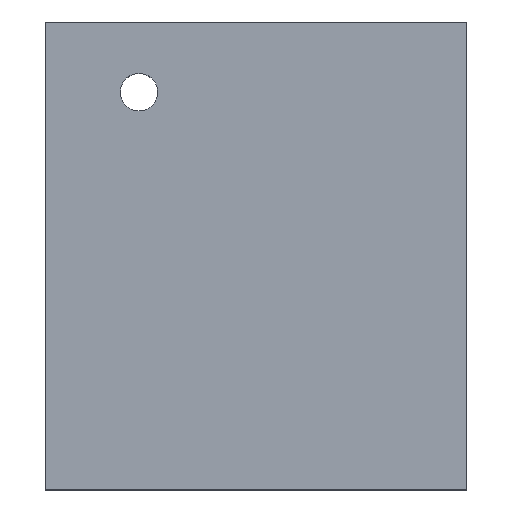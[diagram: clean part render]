
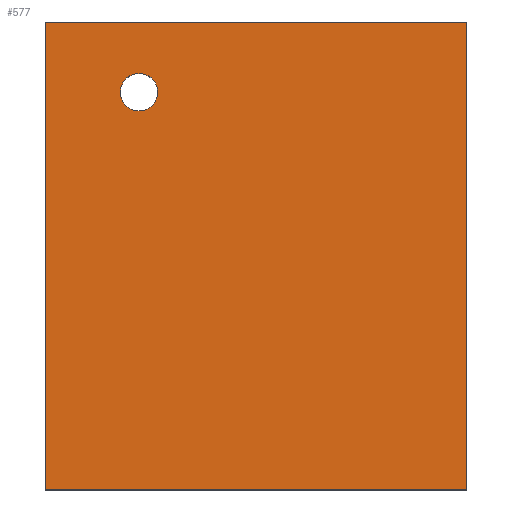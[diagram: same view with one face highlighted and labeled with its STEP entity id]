
A CAD part, top view. The second image highlights one B-rep face of the part: STEP entity #577.
In plain terms, the highlighted planar face has unit normal (0, 0, 1).
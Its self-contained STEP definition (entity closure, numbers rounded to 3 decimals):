
#57 = CARTESIAN_POINT ( 'NONE',  ( -102.929, -39.005, 12. ) ) ;
#86 = LINE ( 'NONE', #258, #716 ) ;
#107 = CARTESIAN_POINT ( 'NONE',  ( -102.929, -39.005, 12. ) ) ;
#135 = CARTESIAN_POINT ( 'NONE',  ( -102.929, 60.995, 12. ) ) ;
#139 = LINE ( 'NONE', #57, #981 ) ;
#141 = CARTESIAN_POINT ( 'NONE',  ( -102.929, 60.995, 12. ) ) ;
#167 = VERTEX_POINT ( 'NONE', #169 ) ;
#169 = CARTESIAN_POINT ( 'NONE',  ( -78.929, 45.995, 12. ) ) ;
#174 = AXIS2_PLACEMENT_3D ( 'NONE', #875, #805, #637 ) ;
#196 = LINE ( 'NONE', #297, #909 ) ;
#241 = EDGE_LOOP ( 'NONE', ( #419, #257 ) ) ;
#250 = AXIS2_PLACEMENT_3D ( 'NONE', #465, #802, #881 ) ;
#257 = ORIENTED_EDGE ( 'NONE', *, *, #565, .F. ) ;
#258 = CARTESIAN_POINT ( 'NONE',  ( -12.929, 60.995, 12. ) ) ;
#271 = VERTEX_POINT ( 'NONE', #503 ) ;
#280 = EDGE_CURVE ( 'NONE', #683, #1036, #86, .T. ) ;
#297 = CARTESIAN_POINT ( 'NONE',  ( -102.929, 60.995, 12. ) ) ;
#304 = DIRECTION ( 'NONE',  ( 1., 0., 0. ) ) ;
#330 = DIRECTION ( 'NONE',  ( 0., -1., 0. ) ) ;
#368 = VERTEX_POINT ( 'NONE', #107 ) ;
#377 = CIRCLE ( 'NONE', #174, 4. ) ;
#419 = ORIENTED_EDGE ( 'NONE', *, *, #600, .F. ) ;
#465 = CARTESIAN_POINT ( 'NONE',  ( -82.929, 45.995, 12. ) ) ;
#503 = CARTESIAN_POINT ( 'NONE',  ( -86.929, 45.995, 12. ) ) ;
#550 = ORIENTED_EDGE ( 'NONE', *, *, #828, .F. ) ;
#553 = FACE_BOUND ( 'NONE', #241, .T. ) ;
#565 = EDGE_CURVE ( 'NONE', #167, #271, #770, .T. ) ;
#577 = ADVANCED_FACE ( 'NONE', ( #553, #1054 ), #1042, .T. ) ;
#587 = EDGE_CURVE ( 'NONE', #601, #368, #964, .T. ) ;
#600 = EDGE_CURVE ( 'NONE', #271, #167, #377, .T. ) ;
#601 = VERTEX_POINT ( 'NONE', #135 ) ;
#637 = DIRECTION ( 'NONE',  ( 1., 0., 0. ) ) ;
#658 = CARTESIAN_POINT ( 'NONE',  ( -12.929, 60.995, 12. ) ) ;
#683 = VERTEX_POINT ( 'NONE', #658 ) ;
#716 = VECTOR ( 'NONE', #330, 1000. ) ;
#770 = CIRCLE ( 'NONE', #250, 4. ) ;
#772 = ORIENTED_EDGE ( 'NONE', *, *, #280, .F. ) ;
#788 = EDGE_LOOP ( 'NONE', ( #931, #795, #772, #550 ) ) ;
#791 = VECTOR ( 'NONE', #808, 1000. ) ;
#795 = ORIENTED_EDGE ( 'NONE', *, *, #1067, .T. ) ;
#802 = DIRECTION ( 'NONE',  ( 0., 0., 1. ) ) ;
#805 = DIRECTION ( 'NONE',  ( 0., 0., 1. ) ) ;
#808 = DIRECTION ( 'NONE',  ( 0., -1., 0. ) ) ;
#828 = EDGE_CURVE ( 'NONE', #601, #683, #196, .T. ) ;
#839 = AXIS2_PLACEMENT_3D ( 'NONE', #1046, #1050, #304 ) ;
#875 = CARTESIAN_POINT ( 'NONE',  ( -82.929, 45.995, 12. ) ) ;
#881 = DIRECTION ( 'NONE',  ( 1., 0., 0. ) ) ;
#891 = DIRECTION ( 'NONE',  ( 1., 0., 0. ) ) ;
#894 = CARTESIAN_POINT ( 'NONE',  ( -12.929, -39.005, 12. ) ) ;
#909 = VECTOR ( 'NONE', #963, 1000. ) ;
#931 = ORIENTED_EDGE ( 'NONE', *, *, #587, .T. ) ;
#963 = DIRECTION ( 'NONE',  ( 1., 0., 0. ) ) ;
#964 = LINE ( 'NONE', #141, #791 ) ;
#981 = VECTOR ( 'NONE', #891, 1000. ) ;
#1036 = VERTEX_POINT ( 'NONE', #894 ) ;
#1042 = PLANE ( 'NONE',  #839 ) ;
#1046 = CARTESIAN_POINT ( 'NONE',  ( 0., 0., 12. ) ) ;
#1050 = DIRECTION ( 'NONE',  ( 0., 0., 1. ) ) ;
#1054 = FACE_OUTER_BOUND ( 'NONE', #788, .T. ) ;
#1067 = EDGE_CURVE ( 'NONE', #368, #1036, #139, .T. ) ;
